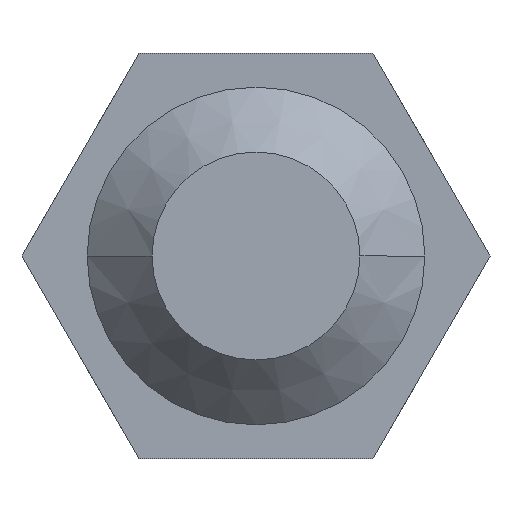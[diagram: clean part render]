
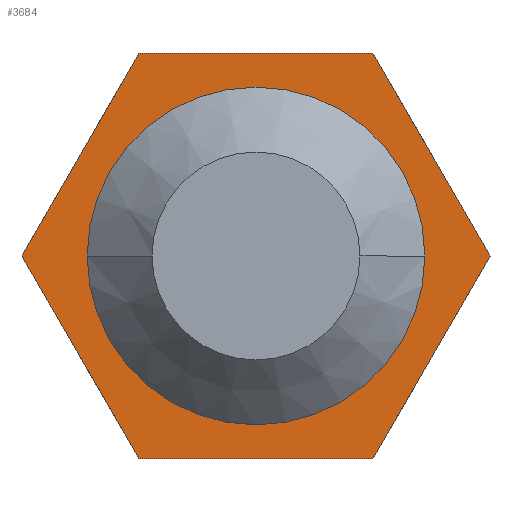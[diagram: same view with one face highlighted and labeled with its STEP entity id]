
A CAD part, front view. The second image highlights one B-rep face of the part: STEP entity #3684.
In plain terms, the highlighted planar face has unit normal (0, -1, 0).
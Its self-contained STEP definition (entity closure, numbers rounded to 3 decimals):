
#1531=DIRECTION('',(-0.5,0.,0.866));
#1532=VECTOR('',#1531,2.891);
#1533=CARTESIAN_POINT('',(-1.445,-0.004,-2.504));
#1534=LINE('',#1533,#1532);
#1535=DIRECTION('',(0.5,0.,0.866));
#1536=VECTOR('',#1535,2.891);
#1537=CARTESIAN_POINT('',(-2.891,-0.004,0.));
#1538=LINE('',#1537,#1536);
#1539=DIRECTION('',(1.,0.,0.));
#1540=VECTOR('',#1539,2.891);
#1541=CARTESIAN_POINT('',(-1.445,-0.004,2.504));
#1542=LINE('',#1541,#1540);
#1543=DIRECTION('',(0.5,0.,-0.866));
#1544=VECTOR('',#1543,2.891);
#1545=CARTESIAN_POINT('',(1.445,-0.004,2.504));
#1546=LINE('',#1545,#1544);
#1547=DIRECTION('',(-0.5,0.,-0.866));
#1548=VECTOR('',#1547,2.891);
#1549=CARTESIAN_POINT('',(2.891,-0.004,0.));
#1550=LINE('',#1549,#1548);
#1551=DIRECTION('',(-1.,0.,0.));
#1552=VECTOR('',#1551,2.891);
#1553=CARTESIAN_POINT('',(1.445,-0.004,-2.504));
#1554=LINE('',#1553,#1552);
#1555=CARTESIAN_POINT('',(0.,-0.004,0.));
#1556=DIRECTION('',(0.,-1.,0.));
#1557=DIRECTION('',(-1.,0.,0.));
#1558=AXIS2_PLACEMENT_3D('',#1555,#1556,#1557);
#1560=CARTESIAN_POINT('',(0.,-0.004,0.));
#1561=DIRECTION('',(0.,-1.,0.));
#1562=DIRECTION('',(1.,0.,0.));
#1563=AXIS2_PLACEMENT_3D('',#1560,#1561,#1562);
#1601=CARTESIAN_POINT('',(-1.445,-0.004,-2.504));
#1602=CARTESIAN_POINT('',(-2.891,-0.004,0.));
#1603=VERTEX_POINT('',#1601);
#1604=VERTEX_POINT('',#1602);
#1605=CARTESIAN_POINT('',(-1.445,-0.004,2.504));
#1606=VERTEX_POINT('',#1605);
#1607=CARTESIAN_POINT('',(1.445,-0.004,2.504));
#1608=VERTEX_POINT('',#1607);
#1609=CARTESIAN_POINT('',(2.891,-0.004,0.));
#1610=VERTEX_POINT('',#1609);
#1611=CARTESIAN_POINT('',(1.445,-0.004,-2.504));
#1612=VERTEX_POINT('',#1611);
#1613=CARTESIAN_POINT('',(-2.086,-0.004,0.));
#1614=CARTESIAN_POINT('',(2.086,-0.004,0.));
#1615=VERTEX_POINT('',#1613);
#1616=VERTEX_POINT('',#1614);
#3665=CARTESIAN_POINT('',(0.,-0.004,0.));
#3666=DIRECTION('',(0.,1.,0.));
#3667=DIRECTION('',(1.,0.,0.));
#3668=AXIS2_PLACEMENT_3D('',#3665,#3666,#3667);
#3669=PLANE('',#3668);
#3670=ORIENTED_EDGE('',*,*,#3632,.T.);
#3671=ORIENTED_EDGE('',*,*,#3646,.T.);
#3672=ORIENTED_EDGE('',*,*,#3659,.T.);
#3673=ORIENTED_EDGE('',*,*,#3589,.T.);
#3674=ORIENTED_EDGE('',*,*,#3604,.T.);
#3675=ORIENTED_EDGE('',*,*,#3618,.T.);
#3676=EDGE_LOOP('',(#3670,#3671,#3672,#3673,#3674,#3675));
#3677=FACE_OUTER_BOUND('',#3676,.F.);
#3679=ORIENTED_EDGE('',*,*,#3678,.T.);
#3681=ORIENTED_EDGE('',*,*,#3680,.T.);
#3682=EDGE_LOOP('',(#3679,#3681));
#3683=FACE_BOUND('',#3682,.F.);
#3684=ADVANCED_FACE('',(#3677,#3683),#3669,.F.);
#1559=CIRCLE('',#1558,2.086);
#1564=CIRCLE('',#1563,2.086);
#3589=EDGE_CURVE('',#1608,#1610,#1546,.T.);
#3604=EDGE_CURVE('',#1610,#1612,#1550,.T.);
#3618=EDGE_CURVE('',#1612,#1603,#1554,.T.);
#3632=EDGE_CURVE('',#1603,#1604,#1534,.T.);
#3646=EDGE_CURVE('',#1604,#1606,#1538,.T.);
#3659=EDGE_CURVE('',#1606,#1608,#1542,.T.);
#3678=EDGE_CURVE('',#1615,#1616,#1559,.T.);
#3680=EDGE_CURVE('',#1616,#1615,#1564,.T.);
